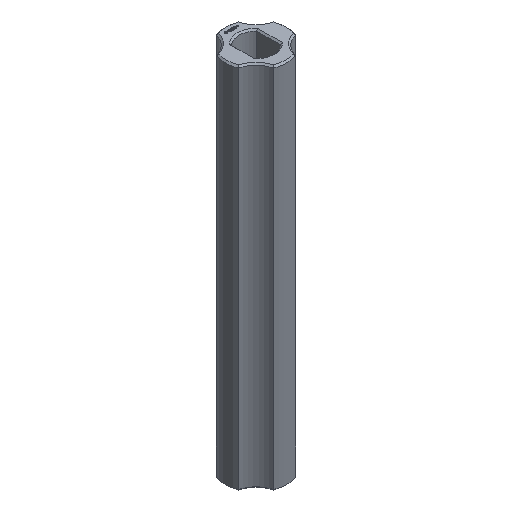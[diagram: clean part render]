
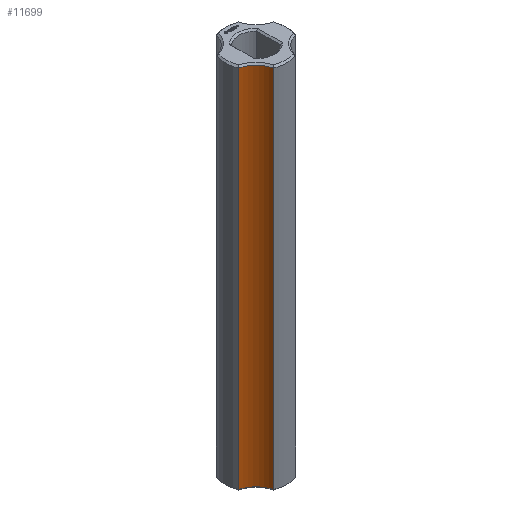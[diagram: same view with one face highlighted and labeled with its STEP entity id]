
A CAD part, isometric view. The second image highlights one B-rep face of the part: STEP entity #11699.
In plain terms, the highlighted cylindrical face has radius 5 mm (diameter 10 mm), a partial arc.
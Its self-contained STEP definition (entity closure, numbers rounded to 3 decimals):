
#189 = CYLINDRICAL_SURFACE('',#190,6.25);
#190 = AXIS2_PLACEMENT_3D('',#191,#192,#193);
#191 = CARTESIAN_POINT('',(0.,0.,0.));
#192 = DIRECTION('',(-0.,-0.,-1.));
#193 = DIRECTION('',(1.,0.,0.));
#625 = EDGE_CURVE('',#626,#628,#630,.T.);
#626 = VERTEX_POINT('',#627);
#627 = CARTESIAN_POINT('',(-2.225,-5.841,0.3));
#628 = VERTEX_POINT('',#629);
#629 = CARTESIAN_POINT('',(-2.225,-5.841,74.7));
#630 = SURFACE_CURVE('',#631,(#635,#642),.PCURVE_S1.);
#631 = LINE('',#632,#633);
#632 = CARTESIAN_POINT('',(-2.225,-5.841,0.));
#633 = VECTOR('',#634,1.);
#634 = DIRECTION('',(0.,0.,1.));
#635 = PCURVE('',#189,#636);
#636 = DEFINITIONAL_REPRESENTATION('',(#637),#641);
#637 = LINE('',#638,#639);
#638 = CARTESIAN_POINT('',(-4.348,0.));
#639 = VECTOR('',#640,1.);
#640 = DIRECTION('',(-0.,-1.));
#641 = ( GEOMETRIC_REPRESENTATION_CONTEXT(2) 
PARAMETRIC_REPRESENTATION_CONTEXT() REPRESENTATION_CONTEXT('2D SPACE',''
  ) );
#642 = PCURVE('',#643,#648);
#643 = CYLINDRICAL_SURFACE('',#644,5.);
#644 = AXIS2_PLACEMENT_3D('',#645,#646,#647);
#645 = CARTESIAN_POINT('',(-7.071,-7.071,0.));
#646 = DIRECTION('',(-0.,-0.,-1.));
#647 = DIRECTION('',(1.,0.,0.));
#648 = DEFINITIONAL_REPRESENTATION('',(#649),#653);
#649 = LINE('',#650,#651);
#650 = CARTESIAN_POINT('',(-0.249,0.));
#651 = VECTOR('',#652,1.);
#652 = DIRECTION('',(-0.,-1.));
#653 = ( GEOMETRIC_REPRESENTATION_CONTEXT(2) 
PARAMETRIC_REPRESENTATION_CONTEXT() REPRESENTATION_CONTEXT('2D SPACE',''
  ) );
#832 = CONICAL_SURFACE('',#833,5.,0.785);
#833 = AXIS2_PLACEMENT_3D('',#834,#835,#836);
#834 = CARTESIAN_POINT('',(-7.071,-7.071,0.3));
#835 = DIRECTION('',(-0.,-0.,-1.));
#836 = DIRECTION('',(0.969,0.246,0.));
#1149 = CONICAL_SURFACE('',#1150,5.,0.785);
#1150 = AXIS2_PLACEMENT_3D('',#1151,#1152,#1153);
#1151 = CARTESIAN_POINT('',(-7.071,-7.071,74.7));
#1152 = DIRECTION('',(0.,0.,1.));
#1153 = DIRECTION('',(0.969,0.246,0.));
#11699 = ADVANCED_FACE('',(#11700),#643,.F.);
#11700 = FACE_BOUND('',#11701,.T.);
#11701 = EDGE_LOOP('',(#11702,#11703,#11727,#11755));
#11702 = ORIENTED_EDGE('',*,*,#625,.T.);
#11703 = ORIENTED_EDGE('',*,*,#11704,.T.);
#11704 = EDGE_CURVE('',#628,#11705,#11707,.T.);
#11705 = VERTEX_POINT('',#11706);
#11706 = CARTESIAN_POINT('',(-5.841,-2.225,74.7));
#11707 = SURFACE_CURVE('',#11708,(#11713,#11720),.PCURVE_S1.);
#11708 = CIRCLE('',#11709,5.);
#11709 = AXIS2_PLACEMENT_3D('',#11710,#11711,#11712);
#11710 = CARTESIAN_POINT('',(-7.071,-7.071,74.7));
#11711 = DIRECTION('',(0.,-0.,1.));
#11712 = DIRECTION('',(0.969,0.246,0.));
#11713 = PCURVE('',#643,#11714);
#11714 = DEFINITIONAL_REPRESENTATION('',(#11715),#11719);
#11715 = LINE('',#11716,#11717);
#11716 = CARTESIAN_POINT('',(-0.249,-74.7));
#11717 = VECTOR('',#11718,1.);
#11718 = DIRECTION('',(-1.,0.));
#11719 = ( GEOMETRIC_REPRESENTATION_CONTEXT(2) 
PARAMETRIC_REPRESENTATION_CONTEXT() REPRESENTATION_CONTEXT('2D SPACE',''
  ) );
#11720 = PCURVE('',#1149,#11721);
#11721 = DEFINITIONAL_REPRESENTATION('',(#11722),#11726);
#11722 = LINE('',#11723,#11724);
#11723 = CARTESIAN_POINT('',(0.,0.));
#11724 = VECTOR('',#11725,1.);
#11725 = DIRECTION('',(1.,0.));
#11726 = ( GEOMETRIC_REPRESENTATION_CONTEXT(2) 
PARAMETRIC_REPRESENTATION_CONTEXT() REPRESENTATION_CONTEXT('2D SPACE',''
  ) );
#11727 = ORIENTED_EDGE('',*,*,#11728,.F.);
#11728 = EDGE_CURVE('',#11729,#11705,#11731,.T.);
#11729 = VERTEX_POINT('',#11730);
#11730 = CARTESIAN_POINT('',(-5.841,-2.225,0.3));
#11731 = SURFACE_CURVE('',#11732,(#11736,#11743),.PCURVE_S1.);
#11732 = LINE('',#11733,#11734);
#11733 = CARTESIAN_POINT('',(-5.841,-2.225,0.));
#11734 = VECTOR('',#11735,1.);
#11735 = DIRECTION('',(0.,0.,1.));
#11736 = PCURVE('',#643,#11737);
#11737 = DEFINITIONAL_REPRESENTATION('',(#11738),#11742);
#11738 = LINE('',#11739,#11740);
#11739 = CARTESIAN_POINT('',(-1.322,0.));
#11740 = VECTOR('',#11741,1.);
#11741 = DIRECTION('',(-0.,-1.));
#11742 = ( GEOMETRIC_REPRESENTATION_CONTEXT(2) 
PARAMETRIC_REPRESENTATION_CONTEXT() REPRESENTATION_CONTEXT('2D SPACE',''
  ) );
#11743 = PCURVE('',#11744,#11749);
#11744 = CYLINDRICAL_SURFACE('',#11745,6.25);
#11745 = AXIS2_PLACEMENT_3D('',#11746,#11747,#11748);
#11746 = CARTESIAN_POINT('',(0.,0.,0.));
#11747 = DIRECTION('',(-0.,-0.,-1.));
#11748 = DIRECTION('',(1.,0.,0.));
#11749 = DEFINITIONAL_REPRESENTATION('',(#11750),#11754);
#11750 = LINE('',#11751,#11752);
#11751 = CARTESIAN_POINT('',(-3.506,0.));
#11752 = VECTOR('',#11753,1.);
#11753 = DIRECTION('',(-0.,-1.));
#11754 = ( GEOMETRIC_REPRESENTATION_CONTEXT(2) 
PARAMETRIC_REPRESENTATION_CONTEXT() REPRESENTATION_CONTEXT('2D SPACE',''
  ) );
#11755 = ORIENTED_EDGE('',*,*,#11756,.F.);
#11756 = EDGE_CURVE('',#626,#11729,#11757,.T.);
#11757 = SURFACE_CURVE('',#11758,(#11763,#11770),.PCURVE_S1.);
#11758 = CIRCLE('',#11759,5.);
#11759 = AXIS2_PLACEMENT_3D('',#11760,#11761,#11762);
#11760 = CARTESIAN_POINT('',(-7.071,-7.071,0.3));
#11761 = DIRECTION('',(0.,-0.,1.));
#11762 = DIRECTION('',(0.969,0.246,0.));
#11763 = PCURVE('',#643,#11764);
#11764 = DEFINITIONAL_REPRESENTATION('',(#11765),#11769);
#11765 = LINE('',#11766,#11767);
#11766 = CARTESIAN_POINT('',(-0.249,-0.3));
#11767 = VECTOR('',#11768,1.);
#11768 = DIRECTION('',(-1.,0.));
#11769 = ( GEOMETRIC_REPRESENTATION_CONTEXT(2) 
PARAMETRIC_REPRESENTATION_CONTEXT() REPRESENTATION_CONTEXT('2D SPACE',''
  ) );
#11770 = PCURVE('',#832,#11771);
#11771 = DEFINITIONAL_REPRESENTATION('',(#11772),#11776);
#11772 = LINE('',#11773,#11774);
#11773 = CARTESIAN_POINT('',(-0.,0.));
#11774 = VECTOR('',#11775,1.);
#11775 = DIRECTION('',(-1.,0.));
#11776 = ( GEOMETRIC_REPRESENTATION_CONTEXT(2) 
PARAMETRIC_REPRESENTATION_CONTEXT() REPRESENTATION_CONTEXT('2D SPACE',''
  ) );
